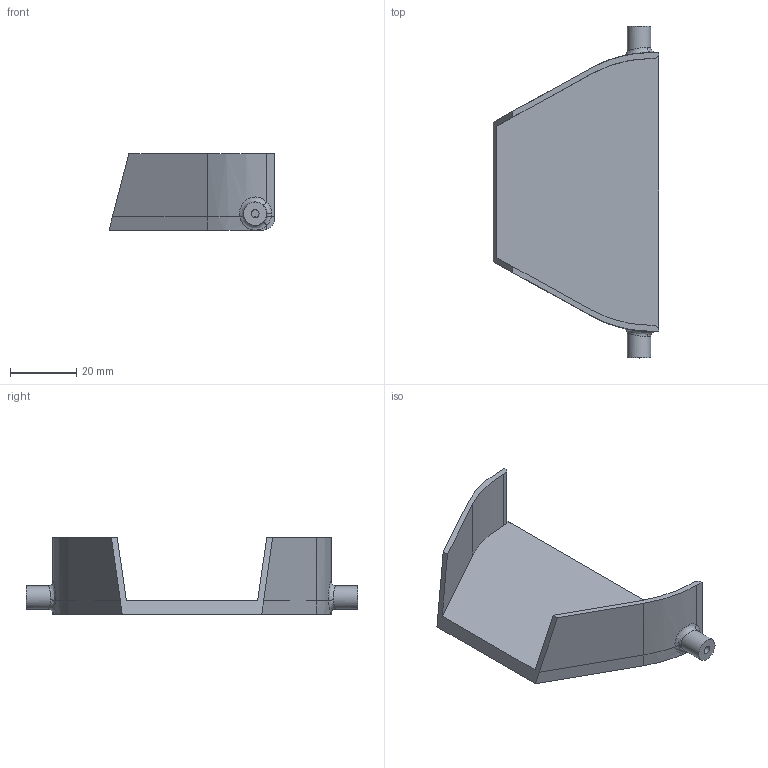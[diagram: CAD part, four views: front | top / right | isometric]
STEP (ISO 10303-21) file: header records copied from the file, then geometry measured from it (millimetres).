
FILE_DESCRIPTION(('FreeCAD Model'),'2;1');
FILE_NAME('Open CASCADE Shape Model','2023-02-20T21:08:10',(''),(''), 'Open CASCADE STEP processor 7.6','FreeCAD','Unknown');
FILE_SCHEMA(('AUTOMOTIVE_DESIGN { 1 0 10303 214 1 1 1 1 }'));
Length unit declared in the file: millimetre
Products named in the file (1): наклонный жёлоб
Bounding box: 50 x 100 x 23 mm (x, y, z)
Volume: 16937.8 mm3; surface area: 11970.1 mm2
Topology: 1 solids, 1 shells, 49 faces, 121 edges, 76 vertices
Faces by surface type: plane 24, cylinder 15, bspline 10
Full cylindrical faces by diameter (mm): 2.4 x2, 7 x2
Entity records: 4485 total; most frequent: CARTESIAN_POINT 2223, DIRECTION 370, LINE 247, VECTOR 247, ORIENTED_EDGE 242, PCURVE 242, DEFINITIONAL_REPRESENTATION 242, EDGE_CURVE 121
